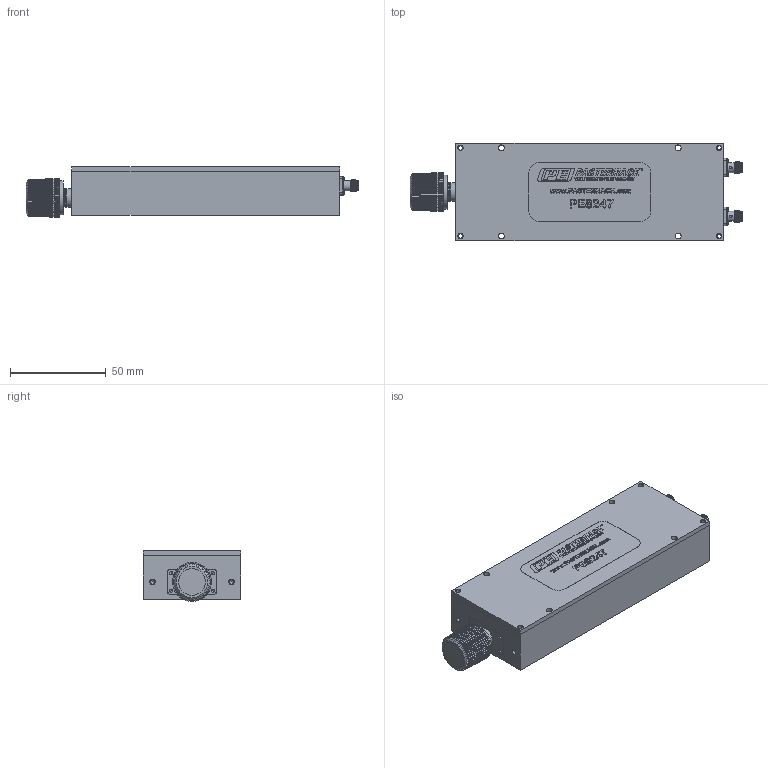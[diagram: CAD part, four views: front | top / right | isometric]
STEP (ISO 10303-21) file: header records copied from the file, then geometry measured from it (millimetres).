
FILE_DESCRIPTION (( 'STEP AP203' ), '1' );
FILE_NAME ('PE8247_3D.step', '2020-11-02T17:09:42', ( '' ), ( '' ), 'SwSTEP 2.0', 'SolidWorks 2018', '' );
FILE_SCHEMA (( 'CONFIG_CONTROL_DESIGN' ));
Products named in the file (1): PE8247_3D
Bounding box: 173.1 x 50.8 x 26.43 mm (x, y, z)
Volume: 185205.5 mm3; surface area: 30681.3 mm2
Topology: 2 solids, 10 shells, 1477 faces, 3961 edges, 2630 vertices
Faces by surface type: plane 843, bspline 376, cylinder 145, cone 111, torus 2
Full cylindrical faces by diameter (mm): 0.829 x1, 0.85 x1, 0.914 x2, 1.092 x8, 1.168 x2, 1.27 x1, 1.702 x4, 2.261 x6, 2.591 x8, 2.845 x10, 3.048 x4, 4.521 x2, 5.08 x2, 5.334 x4, 9.576 x2, 13.876 x1, 17.716 x1
Entity records: 64719 total; most frequent: CARTESIAN_POINT 31267, ORIENTED_EDGE 7688, DIRECTION 5309, EDGE_CURVE 3844, VERTEX_POINT 2595, LINE 2187, VECTOR 2187, EDGE_LOOP 1703
